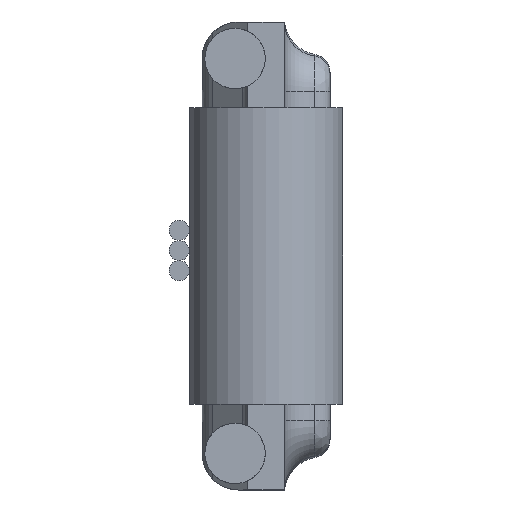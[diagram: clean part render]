
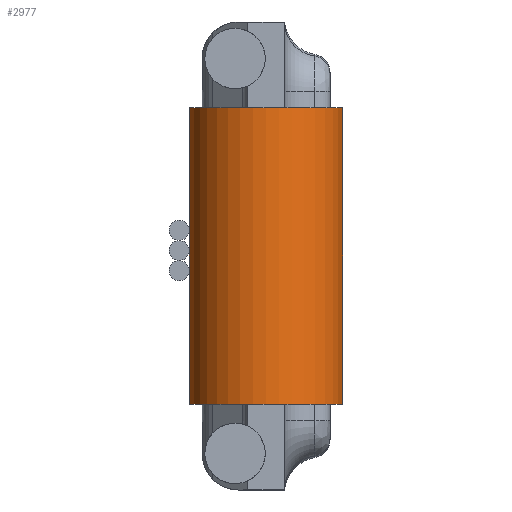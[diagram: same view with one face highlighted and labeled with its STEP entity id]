
A CAD part, left-side view. The second image highlights one B-rep face of the part: STEP entity #2977.
In plain terms, the highlighted cylindrical face has radius 4.2 mm (diameter 8.4 mm), a full revolution.
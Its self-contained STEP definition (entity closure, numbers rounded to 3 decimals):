
#2936=CARTESIAN_POINT('',(-18.3,1.,-8.1));
#2937=VERTEX_POINT('',#2936);
#2938=CARTESIAN_POINT('',(-22.5,1.0,-8.1));
#2939=DIRECTION('',(0.0,0.0,-1.0));
#2940=DIRECTION('',(-1.0,0.0,0.0));
#2941=AXIS2_PLACEMENT_3D('',#2938,#2939,#2940);
#2942=CIRCLE('',#2941,4.2);
#2943=EDGE_CURVE('',#2937,#2937,#2942,.T.);
#2948=CARTESIAN_POINT('',(-22.5,1.0,0.0));
#2949=DIRECTION('',(0.0,0.0,1.0));
#2950=DIRECTION('',(-1.0,0.0,0.0));
#2951=AXIS2_PLACEMENT_3D('',#2948,#2949,#2950);
#2952=CYLINDRICAL_SURFACE('',#2951,4.2);
#2953=ORIENTED_EDGE('',*,*,#2943,.F.);
#2954=CARTESIAN_POINT('',(-18.3,1.,8.1));
#2955=VERTEX_POINT('',#2954);
#2956=CARTESIAN_POINT('',(-18.3,1.0,-8.1));
#2957=DIRECTION('',(0.0,0.0,1.0));
#2958=VECTOR('',#2957,16.2);
#2959=LINE('',#2956,#2958);
#2960=EDGE_CURVE('',#2937,#2955,#2959,.T.);
#2961=ORIENTED_EDGE('',*,*,#2960,.T.);
#2962=CARTESIAN_POINT('',(-22.5,1.0,8.1));
#2963=DIRECTION('',(0.0,0.0,1.0));
#2964=DIRECTION('',(-1.0,0.0,0.0));
#2965=AXIS2_PLACEMENT_3D('',#2962,#2963,#2964);
#2966=CIRCLE('',#2965,4.2);
#2967=EDGE_CURVE('',#2955,#2955,#2966,.T.);
#2968=ORIENTED_EDGE('',*,*,#2967,.F.);
#2969=CARTESIAN_POINT('',(-18.3,1.0,-8.1));
#2970=DIRECTION('',(0.0,0.0,1.0));
#2971=VECTOR('',#2970,16.2);
#2972=LINE('',#2969,#2971);
#2973=EDGE_CURVE('',#2937,#2955,#2972,.T.);
#2974=ORIENTED_EDGE('',*,*,#2973,.F.);
#2975=EDGE_LOOP('',(#2953,#2961,#2968,#2974));
#2976=FACE_OUTER_BOUND('',#2975,.T.);
#2977=ADVANCED_FACE('',(#2976),#2952,.T.);
